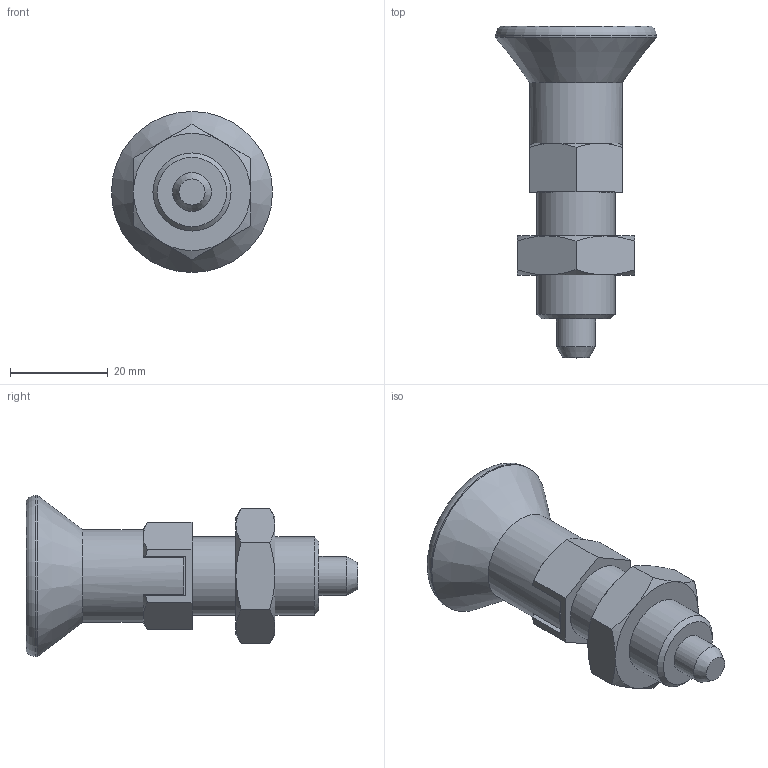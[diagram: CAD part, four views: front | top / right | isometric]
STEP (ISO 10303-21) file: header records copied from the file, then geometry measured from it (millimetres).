
FILE_DESCRIPTION( ( 'STEP AP214' ), '1' );
FILE_NAME( 'K0632.114308__D_ENTSPANNT_.stp', '2020-12-09T09:23:15', ( '' ), ( '' ), ' ', 'PARTsolutions', ' ' );
FILE_SCHEMA( ( 'AUTOMOTIVE_DESIGN { 1 0 10303 214 1 1 1 1 }' ) );
Length unit declared in the file: millimetre
Products named in the file (1): _K0632.114308_(D_ENTSPANNT)
Bounding box: 33 x 68 x 33 mm (x, y, z)
Volume: 20361.7 mm3; surface area: 6372.1 mm2
Topology: 1 solids, 1 shells, 64 faces, 151 edges, 93 vertices
Faces by surface type: plane 36, cone 21, cylinder 5, torus 1, sphere 1
Full cylindrical faces by diameter (mm): 8 x1, 16 x2, 19 x1, 33 x1
Entity records: 2390 total; most frequent: CARTESIAN_POINT 508, ORIENTED_EDGE 274, DIRECTION 264, EDGE_CURVE 137, AXIS2_PLACEMENT_3D 102, VERTEX_POINT 90, EDGE_LOOP 78, FACE_OUTER_BOUND 70
